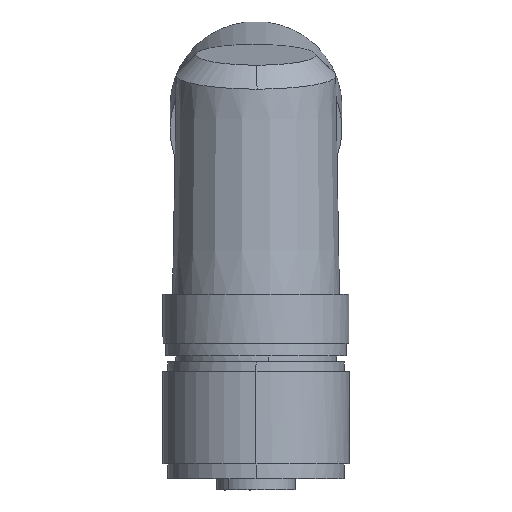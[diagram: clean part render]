
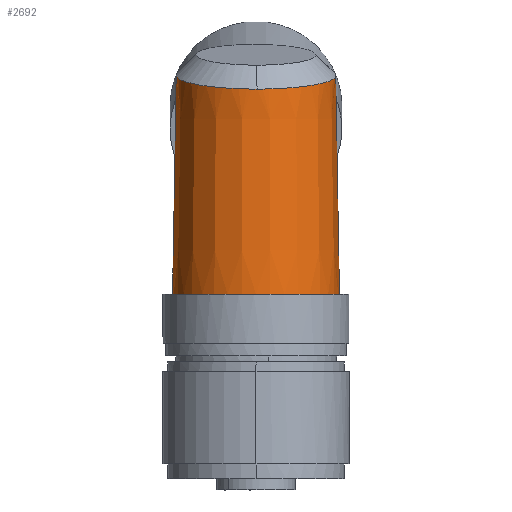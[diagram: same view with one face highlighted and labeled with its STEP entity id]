
A CAD part, front view. The second image highlights one B-rep face of the part: STEP entity #2692.
In plain terms, the highlighted conical face has half-angle 1 degrees and reference radius 8.625 mm.
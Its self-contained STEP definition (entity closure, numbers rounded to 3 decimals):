
#2337=AXIS2_PLACEMENT_3D('Circle Axis2P3D',#2335,#2336,$) ;
#2617=AXIS2_PLACEMENT_3D('Cone Axis2P3D',#2614,#2615,#2616) ;
#2330=CARTESIAN_POINT('Vertex',(1.002,9.5,19.95)) ;
#2332=CARTESIAN_POINT('Vertex',(17.998,9.5,19.95)) ;
#2335=CARTESIAN_POINT('Axis2P3D Location',(9.5,9.5,19.95)) ;
#2350=CARTESIAN_POINT('Line Origine',(8740.016,9.5,-499664.101)) ;
#2354=CARTESIAN_POINT('Vertex',(17.61,9.5,42.207)) ;
#2357=CARTESIAN_POINT('Line Origine',(-8721.016,9.5,-499664.101)) ;
#2361=CARTESIAN_POINT('Vertex',(1.391,9.5,42.245)) ;
#2614=CARTESIAN_POINT('Axis2P3D Location',(9.5,9.5,12.678)) ;
#2620=CARTESIAN_POINT('Control Point',(17.61,9.5,42.207)) ;
#2621=CARTESIAN_POINT('Control Point',(17.612,8.746,42.075)) ;
#2622=CARTESIAN_POINT('Control Point',(17.508,7.991,41.943)) ;
#2623=CARTESIAN_POINT('Control Point',(17.303,7.264,41.818)) ;
#2624=CARTESIAN_POINT('Vertex',(17.303,7.264,41.818)) ;
#2628=CARTESIAN_POINT('Control Point',(17.303,7.264,41.818)) ;
#2629=CARTESIAN_POINT('Control Point',(17.02,6.266,41.646)) ;
#2630=CARTESIAN_POINT('Control Point',(16.543,5.322,41.485)) ;
#2631=CARTESIAN_POINT('Control Point',(15.905,4.502,41.346)) ;
#2632=CARTESIAN_POINT('Vertex',(15.905,4.502,41.346)) ;
#2636=CARTESIAN_POINT('Control Point',(15.905,4.502,41.346)) ;
#2637=CARTESIAN_POINT('Control Point',(15.565,4.064,41.272)) ;
#2638=CARTESIAN_POINT('Control Point',(15.188,3.655,41.203)) ;
#2639=CARTESIAN_POINT('Control Point',(14.776,3.279,41.14)) ;
#2640=CARTESIAN_POINT('Control Point',(13.894,2.603,41.028)) ;
#2641=CARTESIAN_POINT('Control Point',(12.909,2.086,40.942)) ;
#2642=CARTESIAN_POINT('Control Point',(12.391,1.868,40.907)) ;
#2643=CARTESIAN_POINT('Control Point',(11.531,1.591,40.862)) ;
#2644=CARTESIAN_POINT('Control Point',(10.644,1.436,40.838)) ;
#2645=CARTESIAN_POINT('Control Point',(10.299,1.394,40.832)) ;
#2646=CARTESIAN_POINT('Control Point',(9.952,1.371,40.829)) ;
#2647=CARTESIAN_POINT('Control Point',(9.605,1.367,40.829)) ;
#2648=CARTESIAN_POINT('Vertex',(9.605,1.367,40.829)) ;
#2652=CARTESIAN_POINT('Control Point',(3.589,3.923,41.276)) ;
#2653=CARTESIAN_POINT('Control Point',(3.969,3.519,41.206)) ;
#2654=CARTESIAN_POINT('Control Point',(4.383,3.148,41.142)) ;
#2655=CARTESIAN_POINT('Control Point',(4.828,2.812,41.084)) ;
#2656=CARTESIAN_POINT('Control Point',(5.77,2.222,40.982)) ;
#2657=CARTESIAN_POINT('Control Point',(6.798,1.8,40.908)) ;
#2658=CARTESIAN_POINT('Control Point',(7.333,1.632,40.879)) ;
#2659=CARTESIAN_POINT('Control Point',(8.107,1.46,40.848)) ;
#2660=CARTESIAN_POINT('Control Point',(8.894,1.384,40.833)) ;
#2661=CARTESIAN_POINT('Control Point',(9.131,1.369,40.83)) ;
#2662=CARTESIAN_POINT('Control Point',(9.368,1.364,40.829)) ;
#2663=CARTESIAN_POINT('Control Point',(9.605,1.367,40.829)) ;
#2664=CARTESIAN_POINT('Vertex',(3.589,3.923,41.276)) ;
#2668=CARTESIAN_POINT('Control Point',(1.894,6.663,41.75)) ;
#2669=CARTESIAN_POINT('Control Point',(2.269,5.65,41.574)) ;
#2670=CARTESIAN_POINT('Control Point',(2.849,4.712,41.412)) ;
#2671=CARTESIAN_POINT('Control Point',(3.589,3.923,41.276)) ;
#2672=CARTESIAN_POINT('Vertex',(1.894,6.663,41.75)) ;
#2676=CARTESIAN_POINT('Control Point',(1.391,9.5,42.245)) ;
#2677=CARTESIAN_POINT('Control Point',(1.388,8.535,42.076)) ;
#2678=CARTESIAN_POINT('Control Point',(1.559,7.569,41.907)) ;
#2679=CARTESIAN_POINT('Control Point',(1.894,6.663,41.75)) ;
#2336=DIRECTION('Axis2P3D Direction',(0.,0.,-1.)) ;
#2351=DIRECTION('Vector Direction',(0.017,0.,-1.)) ;
#2358=DIRECTION('Vector Direction',(-0.017,0.,-1.)) ;
#2615=DIRECTION('Axis2P3D Direction',(0.,0.,-1.)) ;
#2616=DIRECTION('Axis2P3D XDirection',(1.,0.,0.)) ;
#2352=VECTOR('Line Direction',#2351,1.) ;
#2359=VECTOR('Line Direction',#2358,1.) ;
#2682=ORIENTED_EDGE('',*,*,#2356,.T.) ;
#2683=ORIENTED_EDGE('',*,*,#2626,.F.) ;
#2684=ORIENTED_EDGE('',*,*,#2634,.F.) ;
#2685=ORIENTED_EDGE('',*,*,#2650,.F.) ;
#2686=ORIENTED_EDGE('',*,*,#2666,.F.) ;
#2687=ORIENTED_EDGE('',*,*,#2674,.F.) ;
#2688=ORIENTED_EDGE('',*,*,#2680,.F.) ;
#2689=ORIENTED_EDGE('',*,*,#2363,.F.) ;
#2690=ORIENTED_EDGE('',*,*,#2339,.F.) ;
#2692=ADVANCED_FACE('Volumenk\X2\00F6\X0\rper2',(#2691),#2618,.T.) ;
#2619=B_SPLINE_CURVE_WITH_KNOTS('',3,(#2620,#2621,#2622,#2623),.UNSPECIFIED.,.F.,.U.,(4,4),(0.,28.007),.UNSPECIFIED.) ;
#2627=B_SPLINE_CURVE_WITH_KNOTS('',3,(#2628,#2629,#2630,#2631),.UNSPECIFIED.,.F.,.U.,(4,4),(0.,38.486),.UNSPECIFIED.) ;
#2635=B_SPLINE_CURVE_WITH_KNOTS('',5,(#2636,#2637,#2638,#2639,#2640,#2641,#2642,#2643,#2644,#2645,#2646,#2647),.UNSPECIFIED.,.F.,.U.,(6,3,3,6),(0.,34.244,68.35,89.747),.UNSPECIFIED.) ;
#2651=B_SPLINE_CURVE_WITH_KNOTS('',5,(#2652,#2653,#2654,#2655,#2656,#2657,#2658,#2659,#2660,#2661,#2662,#2663),.UNSPECIFIED.,.F.,.U.,(6,3,3,6),(0.,34.228,68.317,82.941),.UNSPECIFIED.) ;
#2667=B_SPLINE_CURVE_WITH_KNOTS('',3,(#2668,#2669,#2670,#2671),.UNSPECIFIED.,.F.,.U.,(4,4),(0.,40.076),.UNSPECIFIED.) ;
#2675=B_SPLINE_CURVE_WITH_KNOTS('',3,(#2676,#2677,#2678,#2679),.UNSPECIFIED.,.F.,.U.,(4,4),(0.,35.821),.UNSPECIFIED.) ;
#2338=CIRCLE('generated circle',#2337,8.498) ;
#2618=CONICAL_SURFACE('Cone',#2617,8.625,0.017) ;
#2339=EDGE_CURVE('',#2333,#2331,#2338,.T.) ;
#2356=EDGE_CURVE('',#2333,#2355,#2353,.F.) ;
#2363=EDGE_CURVE('',#2331,#2362,#2360,.F.) ;
#2626=EDGE_CURVE('',#2625,#2355,#2619,.F.) ;
#2634=EDGE_CURVE('',#2633,#2625,#2627,.F.) ;
#2650=EDGE_CURVE('',#2649,#2633,#2635,.F.) ;
#2666=EDGE_CURVE('',#2665,#2649,#2651,.T.) ;
#2674=EDGE_CURVE('',#2673,#2665,#2667,.T.) ;
#2680=EDGE_CURVE('',#2362,#2673,#2675,.T.) ;
#2681=EDGE_LOOP('',(#2682,#2683,#2684,#2685,#2686,#2687,#2688,#2689,#2690)) ;
#2691=FACE_OUTER_BOUND('',#2681,.T.) ;
#2353=LINE('Line',#2350,#2352) ;
#2360=LINE('Line',#2357,#2359) ;
#2331=VERTEX_POINT('',#2330) ;
#2333=VERTEX_POINT('',#2332) ;
#2355=VERTEX_POINT('',#2354) ;
#2362=VERTEX_POINT('',#2361) ;
#2625=VERTEX_POINT('',#2624) ;
#2633=VERTEX_POINT('',#2632) ;
#2649=VERTEX_POINT('',#2648) ;
#2665=VERTEX_POINT('',#2664) ;
#2673=VERTEX_POINT('',#2672) ;
